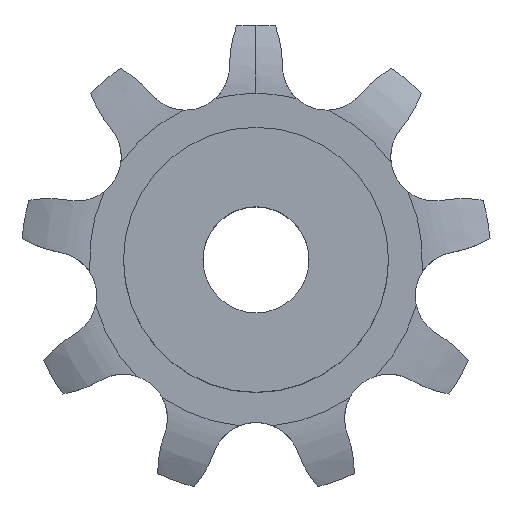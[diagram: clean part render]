
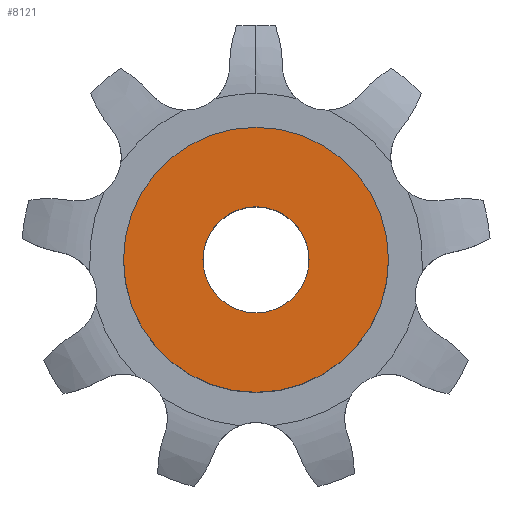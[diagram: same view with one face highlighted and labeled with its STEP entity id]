
A CAD part, top view. The second image highlights one B-rep face of the part: STEP entity #8121.
In plain terms, the highlighted planar face has unit normal (0, 0, 1).
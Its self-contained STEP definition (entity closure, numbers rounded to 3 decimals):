
#3001 = CYLINDRICAL_SURFACE('',#3002,7.5);
#3002 = AXIS2_PLACEMENT_3D('',#3003,#3004,#3005);
#3003 = CARTESIAN_POINT('',(0.,0.,0.));
#3004 = DIRECTION('',(-0.,-0.,-1.));
#3005 = DIRECTION('',(1.,0.,0.));
#6589 = CYLINDRICAL_SURFACE('',#6590,3.);
#6590 = AXIS2_PLACEMENT_3D('',#6591,#6592,#6593);
#6591 = CARTESIAN_POINT('',(0.,0.,39.835));
#6592 = DIRECTION('',(0.,0.,1.));
#6593 = DIRECTION('',(1.,0.,-0.));
#7534 = VERTEX_POINT('',#7535);
#7535 = CARTESIAN_POINT('',(7.5,0.,12.));
#7556 = EDGE_CURVE('',#7534,#7534,#7557,.T.);
#7557 = SURFACE_CURVE('',#7558,(#7563,#7570),.PCURVE_S1.);
#7558 = CIRCLE('',#7559,7.5);
#7559 = AXIS2_PLACEMENT_3D('',#7560,#7561,#7562);
#7560 = CARTESIAN_POINT('',(0.,0.,12.));
#7561 = DIRECTION('',(0.,0.,1.));
#7562 = DIRECTION('',(1.,0.,0.));
#7563 = PCURVE('',#3001,#7564);
#7564 = DEFINITIONAL_REPRESENTATION('',(#7565),#7569);
#7565 = LINE('',#7566,#7567);
#7566 = CARTESIAN_POINT('',(-0.,-12.));
#7567 = VECTOR('',#7568,1.);
#7568 = DIRECTION('',(-1.,0.));
#7569 = ( GEOMETRIC_REPRESENTATION_CONTEXT(2) 
PARAMETRIC_REPRESENTATION_CONTEXT() REPRESENTATION_CONTEXT('2D SPACE',''
  ) );
#7570 = PCURVE('',#7571,#7576);
#7571 = PLANE('',#7572);
#7572 = AXIS2_PLACEMENT_3D('',#7573,#7574,#7575);
#7573 = CARTESIAN_POINT('',(0.,0.,12.));
#7574 = DIRECTION('',(-0.,0.,1.));
#7575 = DIRECTION('',(0.,-1.,0.));
#7576 = DEFINITIONAL_REPRESENTATION('',(#7577),#7581);
#7577 = CIRCLE('',#7578,7.5);
#7578 = AXIS2_PLACEMENT_2D('',#7579,#7580);
#7579 = CARTESIAN_POINT('',(0.,0.));
#7580 = DIRECTION('',(0.,1.));
#7581 = ( GEOMETRIC_REPRESENTATION_CONTEXT(2) 
PARAMETRIC_REPRESENTATION_CONTEXT() REPRESENTATION_CONTEXT('2D SPACE',''
  ) );
#8075 = EDGE_CURVE('',#8076,#8076,#8078,.T.);
#8076 = VERTEX_POINT('',#8077);
#8077 = CARTESIAN_POINT('',(3.,0.,12.));
#8078 = SURFACE_CURVE('',#8079,(#8084,#8091),.PCURVE_S1.);
#8079 = CIRCLE('',#8080,3.);
#8080 = AXIS2_PLACEMENT_3D('',#8081,#8082,#8083);
#8081 = CARTESIAN_POINT('',(0.,0.,12.));
#8082 = DIRECTION('',(0.,0.,1.));
#8083 = DIRECTION('',(1.,0.,-0.));
#8084 = PCURVE('',#6589,#8085);
#8085 = DEFINITIONAL_REPRESENTATION('',(#8086),#8090);
#8086 = LINE('',#8087,#8088);
#8087 = CARTESIAN_POINT('',(0.,-27.835));
#8088 = VECTOR('',#8089,1.);
#8089 = DIRECTION('',(1.,0.));
#8090 = ( GEOMETRIC_REPRESENTATION_CONTEXT(2) 
PARAMETRIC_REPRESENTATION_CONTEXT() REPRESENTATION_CONTEXT('2D SPACE',''
  ) );
#8091 = PCURVE('',#7571,#8092);
#8092 = DEFINITIONAL_REPRESENTATION('',(#8093),#8097);
#8093 = CIRCLE('',#8094,3.);
#8094 = AXIS2_PLACEMENT_2D('',#8095,#8096);
#8095 = CARTESIAN_POINT('',(0.,0.));
#8096 = DIRECTION('',(0.,1.));
#8097 = ( GEOMETRIC_REPRESENTATION_CONTEXT(2) 
PARAMETRIC_REPRESENTATION_CONTEXT() REPRESENTATION_CONTEXT('2D SPACE',''
  ) );
#8121 = ADVANCED_FACE('',(#8122,#8125),#7571,.T.);
#8122 = FACE_BOUND('',#8123,.T.);
#8123 = EDGE_LOOP('',(#8124));
#8124 = ORIENTED_EDGE('',*,*,#7556,.T.);
#8125 = FACE_BOUND('',#8126,.T.);
#8126 = EDGE_LOOP('',(#8127));
#8127 = ORIENTED_EDGE('',*,*,#8075,.F.);
